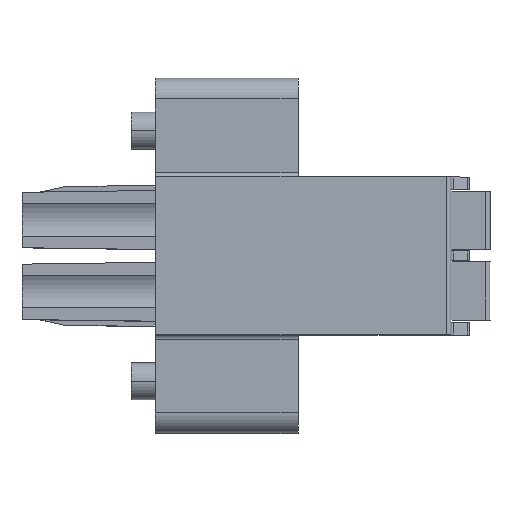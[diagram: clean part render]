
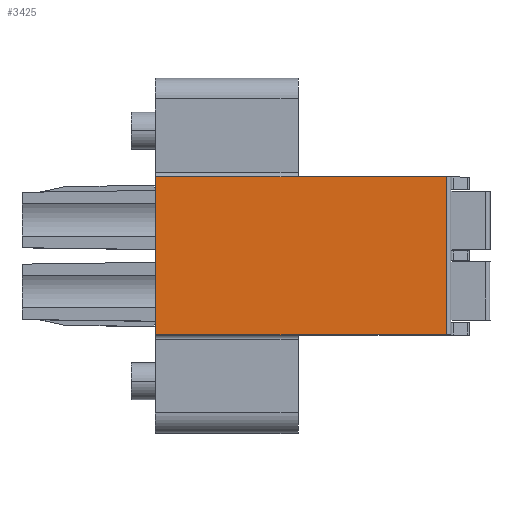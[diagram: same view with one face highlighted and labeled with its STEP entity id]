
A CAD part, top view. The second image highlights one B-rep face of the part: STEP entity #3425.
In plain terms, the highlighted planar face has unit normal (0, 0, 1).
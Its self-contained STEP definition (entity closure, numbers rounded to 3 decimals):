
#45=DIRECTION('',(0.,-1.,0.));
#46=VECTOR('',#45,7.7);
#47=CARTESIAN_POINT('',(-6.625,-27.945,23.4));
#48=LINE('',#47,#46);
#267=DIRECTION('',(-1.,0.,0.));
#268=VECTOR('',#267,7.25);
#269=CARTESIAN_POINT('',(7.575,-27.945,23.4));
#270=LINE('',#269,#268);
#398=DIRECTION('',(0.,1.,0.));
#399=VECTOR('',#398,7.7);
#400=CARTESIAN_POINT('',(7.575,-35.645,23.4));
#401=LINE('',#400,#399);
#406=DIRECTION('',(-1.,0.,0.));
#407=VECTOR('',#406,6.95);
#408=CARTESIAN_POINT('',(0.325,-27.945,23.4));
#409=LINE('',#408,#407);
#595=DIRECTION('',(1.,0.,0.));
#596=VECTOR('',#595,7.25);
#597=CARTESIAN_POINT('',(0.325,-35.645,23.4));
#598=LINE('',#597,#596);
#905=DIRECTION('',(1.,0.,0.));
#906=VECTOR('',#905,6.95);
#907=CARTESIAN_POINT('',(-6.625,-35.645,23.4));
#908=LINE('',#907,#906);
#2307=CARTESIAN_POINT('',(-6.625,-27.945,23.4));
#2308=VERTEX_POINT('',#2307);
#2309=CARTESIAN_POINT('',(-6.625,-35.645,23.4));
#2310=VERTEX_POINT('',#2309);
#2510=CARTESIAN_POINT('',(7.575,-27.945,23.4));
#2512=VERTEX_POINT('',#2510);
#2513=CARTESIAN_POINT('',(0.325,-27.945,23.4));
#2514=VERTEX_POINT('',#2513);
#2531=CARTESIAN_POINT('',(7.575,-35.645,23.4));
#2532=VERTEX_POINT('',#2531);
#2533=CARTESIAN_POINT('',(0.325,-35.645,23.4));
#2534=VERTEX_POINT('',#2533);
#3409=CARTESIAN_POINT('',(4.299,13.355,23.4));
#3410=DIRECTION('',(0.,0.,1.));
#3411=DIRECTION('',(-1.,0.,0.));
#3412=AXIS2_PLACEMENT_3D('',#3409,#3410,#3411);
#3413=PLANE('',#3412);
#3414=ORIENTED_EDGE('',*,*,#2966,.F.);
#3416=ORIENTED_EDGE('',*,*,#3415,.F.);
#3417=ORIENTED_EDGE('',*,*,#3197,.F.);
#3418=ORIENTED_EDGE('',*,*,#3400,.F.);
#3420=ORIENTED_EDGE('',*,*,#3419,.F.);
#3422=ORIENTED_EDGE('',*,*,#3421,.F.);
#3423=EDGE_LOOP('',(#3414,#3416,#3417,#3418,#3420,#3422));
#3424=FACE_OUTER_BOUND('',#3423,.F.);
#2966=EDGE_CURVE('',#2308,#2310,#48,.T.);
#3197=EDGE_CURVE('',#2512,#2514,#270,.T.);
#3400=EDGE_CURVE('',#2532,#2512,#401,.T.);
#3415=EDGE_CURVE('',#2514,#2308,#409,.T.);
#3419=EDGE_CURVE('',#2534,#2532,#598,.T.);
#3421=EDGE_CURVE('',#2310,#2534,#908,.T.);
#3425=ADVANCED_FACE('',(#3424),#3413,.T.);
